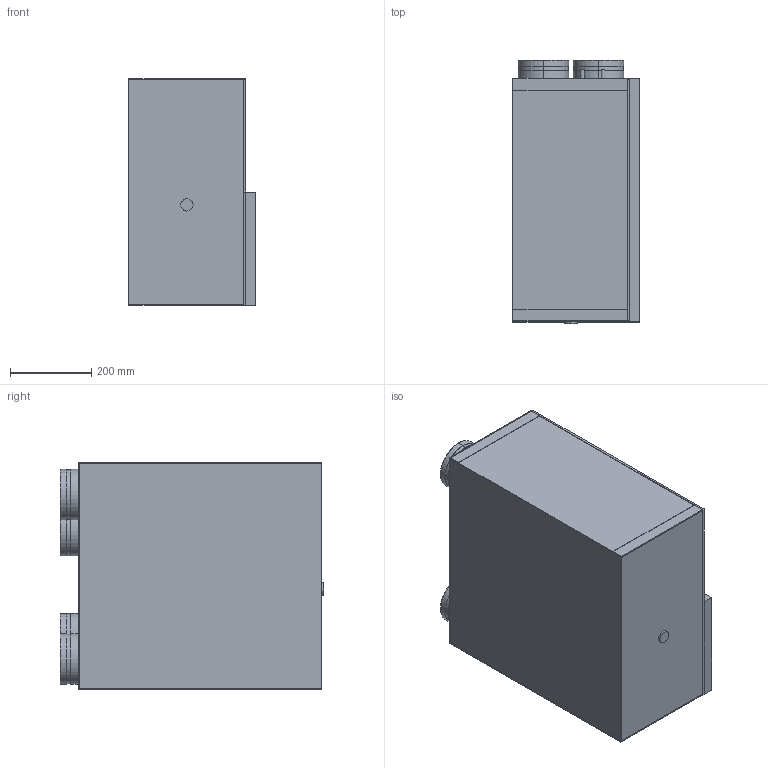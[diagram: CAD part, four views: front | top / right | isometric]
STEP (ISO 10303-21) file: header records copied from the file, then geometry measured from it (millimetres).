
FILE_DESCRIPTION (( 'STEP AP214' ), '1' );
FILE_NAME ('WRG 180-EC.STEP', '2009-07-22T13:23:39', ( 'Wolfgang Schmidt' ), ( 'WS-KO' ), 'SwSTEP 2.0', 'SolidWorks 2008', '' );
FILE_SCHEMA (( 'AUTOMOTIVE_DESIGN' ));
Length unit declared in the file: millimetre
Products named in the file (1): WRG 180-EC
Bounding box: 315 x 651 x 560 mm (x, y, z)
Volume: 7338612.1 mm3; surface area: 3118829.5 mm2
Topology: 4 solids, 4 shells, 536 faces, 1422 edges, 936 vertices
Faces by surface type: plane 347, bspline 137, cylinder 52
Entity records: 21758 total; most frequent: CARTESIAN_POINT 9208, ORIENTED_EDGE 2844, DIRECTION 2052, EDGE_CURVE 1422, VECTOR 1044, LINE 1044, VERTEX_POINT 936, EDGE_LOOP 594
